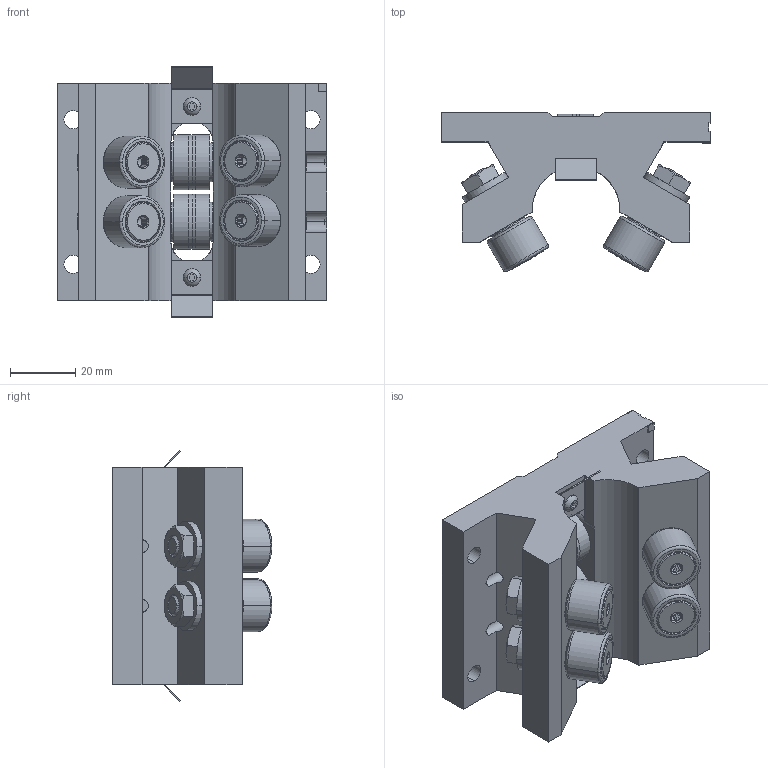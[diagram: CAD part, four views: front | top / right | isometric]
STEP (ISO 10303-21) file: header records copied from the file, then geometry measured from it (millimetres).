
FILE_DESCRIPTION (( 'STEP AP214' ), '1' );
FILE_NAME ('RollerBearing_384E6FF1D6.step', '2023-02-13T19:37:29', ( '' ), ( '' ), 'SwSTEP 2.0', 'SolidWorks 2019', '' );
FILE_SCHEMA (( 'AUTOMOTIVE_DESIGN' ));
Length unit declared in the file: inch
Products named in the file (3): iXxThXRw27_CADModel_0; RollerBearing_384E6FF1D6
Assembly tree (1 placements, depth 2):
  iXxThXRw27_CADModel_0
  RollerBearing_384E6FF1D6
    iXxThXRw27_CADModel_0
Bounding box: 82.55 x 48.96 x 76.75 mm (x, y, z)
Volume: 128112.7 mm3; surface area: 41708.1 mm2
Topology: 21 solids, 21 shells, 583 faces, 1382 edges, 862 vertices
Faces by surface type: plane 253, cylinder 174, cone 128, bspline 16, torus 8, sphere 4
Entity records: 25152 total; most frequent: CARTESIAN_POINT 3684, DIRECTION 2918, ORIENTED_EDGE 2732, EDGE_CURVE 1366, AXIS2_PLACEMENT_3D 1116, VERTEX_POINT 862, LINE 686, VECTOR 686
